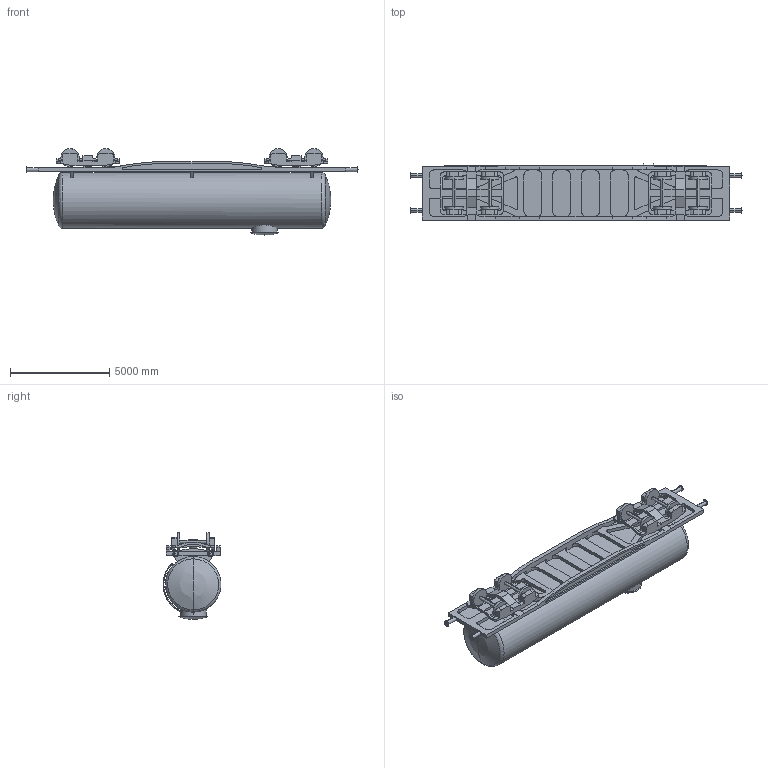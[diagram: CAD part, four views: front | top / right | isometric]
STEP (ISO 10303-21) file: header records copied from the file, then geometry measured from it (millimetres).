
FILE_DESCRIPTION (( 'STEP AP214' ), '1' );
FILE_NAME ('TankWagon_MoreDetailed.STEP', '2024-03-21T16:56:42', ( '' ), ( '' ), 'SwSTEP 2.0', 'SolidWorks 2022', '' );
FILE_SCHEMA (( 'AUTOMOTIVE_DESIGN' ));
Length unit declared in the file: millimetre
Products named in the file (1): TankWagon_MoreDetailed
Bounding box: 16740 x 2917.02 x 4376.97 mm (x, y, z)
Surface area: 294192255.6 mm2 (no closed solid volume)
Topology: 0 solids, 4 shells, 466 faces, 1332 edges, 859 vertices
Faces by surface type: plane 286, cylinder 144, torus 16, sphere 14, cone 6
Entity records: 33391 total; most frequent: CARTESIAN_POINT 18769, ORIENTED_EDGE 2636, EDGE_CURVE 1318, B_SPLINE_CURVE_WITH_KNOTS 1318, DIRECTION 934, VERTEX_POINT 859, EDGE_LOOP 501, UNCERTAINTY_MEASURE_WITH_UNIT 468
